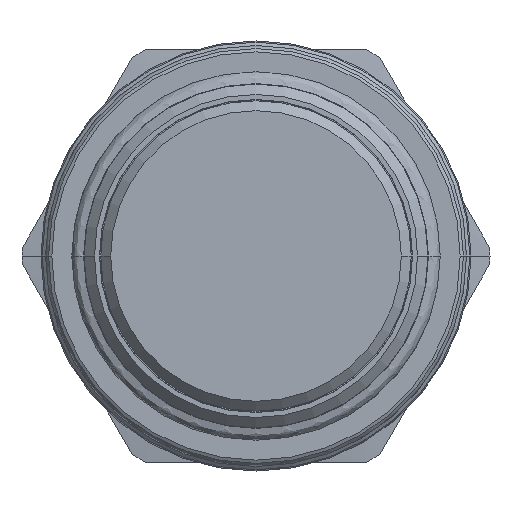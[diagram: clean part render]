
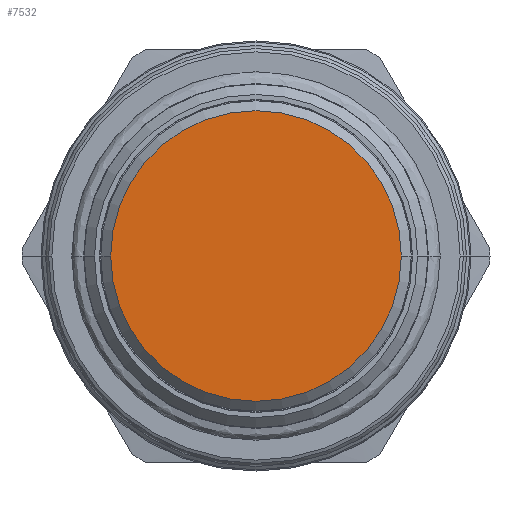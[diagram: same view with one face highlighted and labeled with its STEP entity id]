
A CAD part, front view. The second image highlights one B-rep face of the part: STEP entity #7532.
In plain terms, the highlighted planar face has unit normal (0, -1, 0).
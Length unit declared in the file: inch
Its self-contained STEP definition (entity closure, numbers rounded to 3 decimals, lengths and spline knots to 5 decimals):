
#3916=CARTESIAN_POINT('',(0.,-2.312,0.));
#3917=DIRECTION('',(0.,-1.,0.));
#3918=DIRECTION('',(-1.,0.,0.));
#3919=AXIS2_PLACEMENT_3D('',#3916,#3917,#3918);
#3921=CARTESIAN_POINT('',(0.,-2.312,0.));
#3922=DIRECTION('',(0.,-1.,0.));
#3923=DIRECTION('',(1.,0.,0.));
#3924=AXIS2_PLACEMENT_3D('',#3921,#3922,#3923);
#4281=CARTESIAN_POINT('',(-0.6985,-2.312,0.));
#4282=CARTESIAN_POINT('',(0.6985,-2.312,0.));
#4283=VERTEX_POINT('',#4281);
#4284=VERTEX_POINT('',#4282);
#7523=CARTESIAN_POINT('',(0.,-2.312,0.));
#7524=DIRECTION('',(0.,1.,0.));
#7525=DIRECTION('',(1.,0.,0.));
#7526=AXIS2_PLACEMENT_3D('',#7523,#7524,#7525);
#7527=PLANE('',#7526);
#7528=ORIENTED_EDGE('',*,*,#7503,.F.);
#7529=ORIENTED_EDGE('',*,*,#7517,.F.);
#7530=EDGE_LOOP('',(#7528,#7529));
#7531=FACE_OUTER_BOUND('',#7530,.F.);
#7532=ADVANCED_FACE('',(#7531),#7527,.F.);
#3920=CIRCLE('',#3919,0.6985);
#3925=CIRCLE('',#3924,0.6985);
#7503=EDGE_CURVE('',#4283,#4284,#3920,.T.);
#7517=EDGE_CURVE('',#4284,#4283,#3925,.T.);
